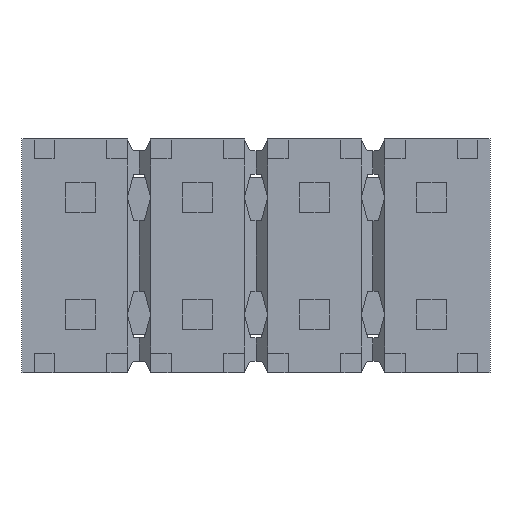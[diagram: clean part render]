
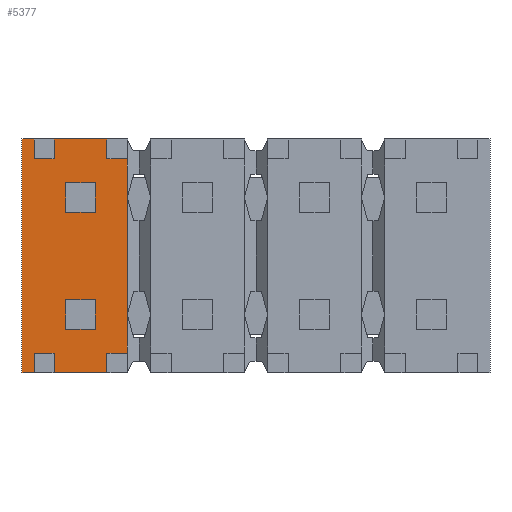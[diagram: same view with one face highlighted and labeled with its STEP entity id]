
A CAD part, front view. The second image highlights one B-rep face of the part: STEP entity #5377.
In plain terms, the highlighted planar face has unit normal (0, -1, 0).
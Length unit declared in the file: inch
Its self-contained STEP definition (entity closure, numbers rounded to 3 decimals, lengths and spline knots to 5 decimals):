
#723=ORIENTED_EDGE('',*,*,#1904,.F.);
#724=ORIENTED_EDGE('',*,*,#2041,.F.);
#725=ORIENTED_EDGE('',*,*,#1915,.T.);
#726=ORIENTED_EDGE('',*,*,#1803,.T.);
#727=ORIENTED_EDGE('',*,*,#1912,.F.);
#728=ORIENTED_EDGE('',*,*,#2042,.F.);
#729=ORIENTED_EDGE('',*,*,#1589,.F.);
#730=ORIENTED_EDGE('',*,*,#1586,.F.);
#731=ORIENTED_EDGE('',*,*,#1756,.F.);
#732=ORIENTED_EDGE('',*,*,#2043,.T.);
#733=ORIENTED_EDGE('',*,*,#1909,.F.);
#734=ORIENTED_EDGE('',*,*,#1764,.T.);
#735=ORIENTED_EDGE('',*,*,#1914,.T.);
#736=ORIENTED_EDGE('',*,*,#2044,.T.);
#737=ORIENTED_EDGE('',*,*,#1901,.F.);
#738=ORIENTED_EDGE('',*,*,#1760,.T.);
#739=ORIENTED_EDGE('',*,*,#2039,.T.);
#740=ORIENTED_EDGE('',*,*,#1807,.T.);
#741=ORIENTED_EDGE('',*,*,#2033,.F.);
#742=ORIENTED_EDGE('',*,*,#2008,.F.);
#743=ORIENTED_EDGE('',*,*,#2005,.F.);
#744=ORIENTED_EDGE('',*,*,#2002,.F.);
#745=ORIENTED_EDGE('',*,*,#2035,.F.);
#746=ORIENTED_EDGE('',*,*,#2018,.F.);
#747=ORIENTED_EDGE('',*,*,#2015,.F.);
#748=ORIENTED_EDGE('',*,*,#2012,.F.);
#1586=EDGE_CURVE('',#2342,#2339,#2828,.T.);
#1589=EDGE_CURVE('',#2339,#2344,#2831,.T.);
#1756=EDGE_CURVE('',#2476,#2342,#2998,.T.);
#1760=EDGE_CURVE('',#2479,#2478,#3002,.T.);
#1764=EDGE_CURVE('',#2483,#2482,#3006,.T.);
#1803=EDGE_CURVE('',#2510,#2509,#3045,.T.);
#1807=EDGE_CURVE('',#2514,#2513,#3049,.T.);
#1901=EDGE_CURVE('',#2479,#2569,#3143,.T.);
#1904=EDGE_CURVE('',#2570,#2513,#3146,.T.);
#1909=EDGE_CURVE('',#2483,#2573,#3151,.T.);
#1912=EDGE_CURVE('',#2574,#2509,#3154,.T.);
#1914=EDGE_CURVE('',#2482,#2575,#3156,.T.);
#1915=EDGE_CURVE('',#2576,#2510,#3157,.T.);
#2002=EDGE_CURVE('',#2638,#2639,#3244,.T.);
#2005=EDGE_CURVE('',#2639,#2641,#3247,.T.);
#2008=EDGE_CURVE('',#2641,#2643,#3250,.T.);
#2012=EDGE_CURVE('',#2646,#2647,#3254,.T.);
#2015=EDGE_CURVE('',#2647,#2649,#3257,.T.);
#2018=EDGE_CURVE('',#2649,#2651,#3260,.T.);
#2033=EDGE_CURVE('',#2643,#2638,#3275,.T.);
#2035=EDGE_CURVE('',#2651,#2646,#3277,.T.);
#2039=EDGE_CURVE('',#2478,#2514,#3281,.T.);
#2041=EDGE_CURVE('',#2576,#2570,#3283,.T.);
#2042=EDGE_CURVE('',#2344,#2574,#3284,.T.);
#2043=EDGE_CURVE('',#2476,#2573,#3285,.T.);
#2044=EDGE_CURVE('',#2575,#2569,#3286,.T.);
#2339=VERTEX_POINT('',#7277);
#2342=VERTEX_POINT('',#7283);
#2344=VERTEX_POINT('',#7290);
#2476=VERTEX_POINT('',#7616);
#2478=VERTEX_POINT('',#7623);
#2479=VERTEX_POINT('',#7625);
#2482=VERTEX_POINT('',#7631);
#2483=VERTEX_POINT('',#7633);
#2509=VERTEX_POINT('',#7701);
#2510=VERTEX_POINT('',#7703);
#2513=VERTEX_POINT('',#7709);
#2514=VERTEX_POINT('',#7711);
#2569=VERTEX_POINT('',#7892);
#2570=VERTEX_POINT('',#7896);
#2573=VERTEX_POINT('',#7908);
#2574=VERTEX_POINT('',#7912);
#2575=VERTEX_POINT('',#7916);
#2576=VERTEX_POINT('',#7920);
#2638=VERTEX_POINT('',#8099);
#2639=VERTEX_POINT('',#8101);
#2641=VERTEX_POINT('',#8107);
#2643=VERTEX_POINT('',#8113);
#2646=VERTEX_POINT('',#8120);
#2647=VERTEX_POINT('',#8122);
#2649=VERTEX_POINT('',#8128);
#2651=VERTEX_POINT('',#8134);
#2828=LINE('',#7284,#3590);
#2831=LINE('',#7289,#3593);
#2998=LINE('',#7617,#3760);
#3002=LINE('',#7624,#3764);
#3006=LINE('',#7632,#3768);
#3045=LINE('',#7702,#3807);
#3049=LINE('',#7710,#3811);
#3143=LINE('',#7891,#3905);
#3146=LINE('',#7897,#3908);
#3151=LINE('',#7907,#3913);
#3154=LINE('',#7913,#3916);
#3156=LINE('',#7917,#3918);
#3157=LINE('',#7919,#3919);
#3244=LINE('',#8100,#4006);
#3247=LINE('',#8106,#4009);
#3250=LINE('',#8112,#4012);
#3254=LINE('',#8121,#4016);
#3257=LINE('',#8127,#4019);
#3260=LINE('',#8133,#4022);
#3275=LINE('',#8157,#4037);
#3277=LINE('',#8160,#4039);
#3281=LINE('',#8166,#4043);
#3283=LINE('',#8173,#4045);
#3284=LINE('',#8174,#4046);
#3285=LINE('',#8175,#4047);
#3286=LINE('',#8176,#4048);
#3590=VECTOR('',#5910,39.37008);
#3593=VECTOR('',#5915,39.37008);
#3760=VECTOR('',#6138,39.37008);
#3764=VECTOR('',#6144,39.37008);
#3768=VECTOR('',#6148,39.37008);
#3807=VECTOR('',#6195,39.37008);
#3811=VECTOR('',#6199,39.37008);
#3905=VECTOR('',#6357,39.37008);
#3908=VECTOR('',#6362,39.37008);
#3913=VECTOR('',#6373,39.37008);
#3916=VECTOR('',#6378,39.37008);
#3918=VECTOR('',#6382,39.37008);
#3919=VECTOR('',#6385,39.37008);
#4006=VECTOR('',#6534,39.37008);
#4009=VECTOR('',#6539,39.37008);
#4012=VECTOR('',#6544,39.37008);
#4016=VECTOR('',#6550,39.37008);
#4019=VECTOR('',#6555,39.37008);
#4022=VECTOR('',#6560,39.37008);
#4037=VECTOR('',#6589,39.37008);
#4039=VECTOR('',#6593,39.37008);
#4043=VECTOR('',#6601,39.37008);
#4045=VECTOR('',#6613,39.37008);
#4046=VECTOR('',#6614,39.37008);
#4047=VECTOR('',#6615,39.37008);
#4048=VECTOR('',#6616,39.37008);
#4451=EDGE_LOOP('',(#723,#724,#725,#726,#727,#728,#729,#730,#731,#732,#733,
#734,#735,#736,#737,#738,#739,#740));
#4452=EDGE_LOOP('',(#741,#742,#743,#744));
#4453=EDGE_LOOP('',(#745,#746,#747,#748));
#4773=FACE_BOUND('',#4451,.T.);
#4774=FACE_BOUND('',#4452,.T.);
#4775=FACE_BOUND('',#4453,.T.);
#5087=PLANE('',#5693);
#5377=ADVANCED_FACE('',(#4773,#4774,#4775),#5087,.T.);
#5693=AXIS2_PLACEMENT_3D('',#8172,#6611,#6612);
#5910=DIRECTION('',(0.,0.,-1.));
#5915=DIRECTION('',(0.,0.,-1.));
#6138=DIRECTION('',(0.,0.,-1.));
#6144=DIRECTION('',(-1.,0.,0.));
#6148=DIRECTION('',(-1.,0.,0.));
#6195=DIRECTION('',(1.,0.,0.));
#6199=DIRECTION('',(1.,0.,0.));
#6357=DIRECTION('',(0.,0.,-1.));
#6362=DIRECTION('',(0.,0.,-1.));
#6373=DIRECTION('',(0.,0.,-1.));
#6378=DIRECTION('',(0.,0.,-1.));
#6382=DIRECTION('',(0.,0.,-1.));
#6385=DIRECTION('',(0.,0.,-1.));
#6534=DIRECTION('',(1.,0.,0.));
#6539=DIRECTION('',(0.,0.,1.));
#6544=DIRECTION('',(-1.,0.,0.));
#6550=DIRECTION('',(1.,0.,0.));
#6555=DIRECTION('',(0.,0.,1.));
#6560=DIRECTION('',(-1.,0.,0.));
#6589=DIRECTION('',(0.,0.,-1.));
#6593=DIRECTION('',(0.,0.,-1.));
#6601=DIRECTION('',(0.,0.,-1.));
#6611=DIRECTION('',(0.,-1.,0.));
#6612=DIRECTION('',(0.,0.,-1.));
#6613=DIRECTION('',(-1.,0.,0.));
#6614=DIRECTION('',(-1.,0.,0.));
#6615=DIRECTION('',(-1.,0.,0.));
#6616=DIRECTION('',(-1.,0.,0.));
#7277=CARTESIAN_POINT('',(-0.11,0.02,-0.05));
#7283=CARTESIAN_POINT('',(-0.11,0.02,0.05));
#7284=CARTESIAN_POINT('',(-0.11,0.02,0.4));
#7289=CARTESIAN_POINT('',(-0.11,0.02,0.4));
#7290=CARTESIAN_POINT('',(-0.11,0.02,-0.083));
#7616=CARTESIAN_POINT('',(-0.11,0.02,0.083));
#7617=CARTESIAN_POINT('',(-0.11,0.02,0.4));
#7623=CARTESIAN_POINT('',(-0.2,0.02,0.1));
#7624=CARTESIAN_POINT('',(-0.2,0.02,0.1));
#7625=CARTESIAN_POINT('',(-0.1896,0.02,0.1));
#7631=CARTESIAN_POINT('',(-0.1726,0.02,0.1));
#7632=CARTESIAN_POINT('',(-0.2,0.02,0.1));
#7633=CARTESIAN_POINT('',(-0.1274,0.02,0.1));
#7701=CARTESIAN_POINT('',(-0.1274,0.02,-0.1));
#7702=CARTESIAN_POINT('',(0.2,0.02,-0.1));
#7703=CARTESIAN_POINT('',(-0.1726,0.02,-0.1));
#7709=CARTESIAN_POINT('',(-0.1896,0.02,-0.1));
#7710=CARTESIAN_POINT('',(0.2,0.02,-0.1));
#7711=CARTESIAN_POINT('',(-0.2,0.02,-0.1));
#7891=CARTESIAN_POINT('',(-0.1896,0.02,0.2));
#7892=CARTESIAN_POINT('',(-0.1896,0.02,0.083));
#7896=CARTESIAN_POINT('',(-0.1896,0.02,-0.083));
#7897=CARTESIAN_POINT('',(-0.1896,0.02,0.2));
#7907=CARTESIAN_POINT('',(-0.1274,0.02,0.2));
#7908=CARTESIAN_POINT('',(-0.1274,0.02,0.083));
#7912=CARTESIAN_POINT('',(-0.1274,0.02,-0.083));
#7913=CARTESIAN_POINT('',(-0.1274,0.02,0.2));
#7916=CARTESIAN_POINT('',(-0.1726,0.02,0.083));
#7917=CARTESIAN_POINT('',(-0.1726,0.02,0.2));
#7919=CARTESIAN_POINT('',(-0.1726,0.02,0.2));
#7920=CARTESIAN_POINT('',(-0.1726,0.02,-0.083));
#8099=CARTESIAN_POINT('',(-0.1625,0.02,0.0375));
#8100=CARTESIAN_POINT('',(-0.1375,0.02,0.0375));
#8101=CARTESIAN_POINT('',(-0.1375,0.02,0.0375));
#8106=CARTESIAN_POINT('',(-0.1375,0.02,0.0625));
#8107=CARTESIAN_POINT('',(-0.1375,0.02,0.0625));
#8112=CARTESIAN_POINT('',(-0.1625,0.02,0.0625));
#8113=CARTESIAN_POINT('',(-0.1625,0.02,0.0625));
#8120=CARTESIAN_POINT('',(-0.1625,0.02,-0.0625));
#8121=CARTESIAN_POINT('',(-0.1375,0.02,-0.0625));
#8122=CARTESIAN_POINT('',(-0.1375,0.02,-0.0625));
#8127=CARTESIAN_POINT('',(-0.1375,0.02,-0.0375));
#8128=CARTESIAN_POINT('',(-0.1375,0.02,-0.0375));
#8133=CARTESIAN_POINT('',(-0.1625,0.02,-0.0375));
#8134=CARTESIAN_POINT('',(-0.1625,0.02,-0.0375));
#8157=CARTESIAN_POINT('',(-0.1625,0.02,0.0375));
#8160=CARTESIAN_POINT('',(-0.1625,0.02,-0.0625));
#8166=CARTESIAN_POINT('',(-0.2,0.02,-0.1));
#8172=CARTESIAN_POINT('',(-0.1896,0.02,0.2));
#8173=CARTESIAN_POINT('',(0.4,0.02,-0.083));
#8174=CARTESIAN_POINT('',(0.4,0.02,-0.083));
#8175=CARTESIAN_POINT('',(0.4,0.02,0.083));
#8176=CARTESIAN_POINT('',(0.4,0.02,0.083));
